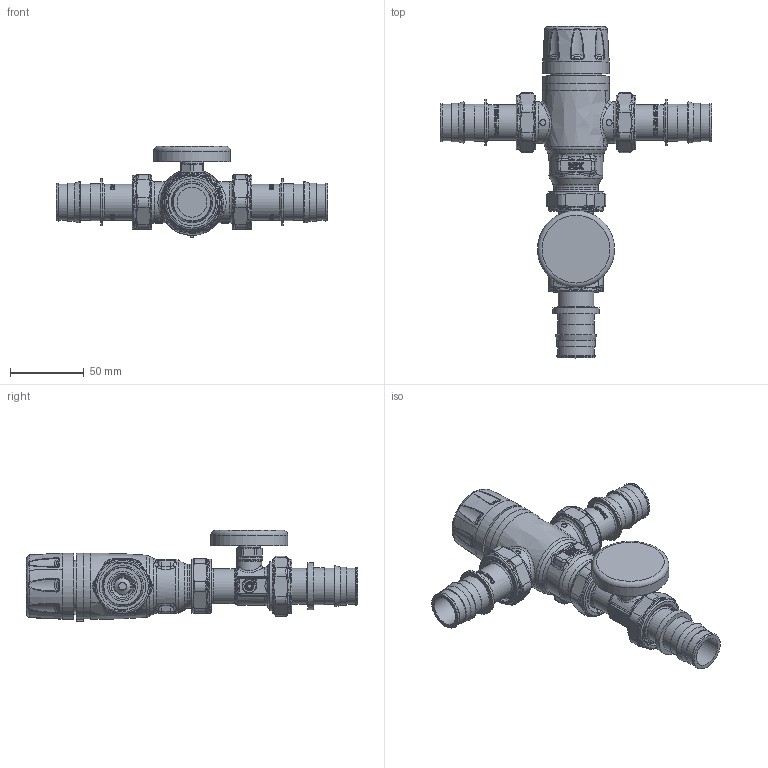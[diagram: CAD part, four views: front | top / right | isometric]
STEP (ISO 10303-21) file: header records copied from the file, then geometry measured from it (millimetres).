
FILE_DESCRIPTION(/* description */ (''),/* implementation_level */ '2;1');
FILE_NAME(/* name */ '521618AC_Simplify_1.stp',/* time_stamp */ '2025-07-31T13:45:36-05:00',/* author */ ('ischreiner'),/* organization */ (''),/* preprocessor_version */ 'ST-DEVELOPER v20',/* originating_system */ 'Autodesk Inventor 2025',/* authorisation */ '');
FILE_SCHEMA (('AUTOMOTIVE_DESIGN { 1 0 10303 214 3 1 1 }'));
Products named in the file (1): 521618AC_Simplify_1
Bounding box: 184.04 x 225.35 x 61.9 mm (x, y, z)
Volume: 301517.8 mm3; surface area: 84864.5 mm2
Topology: 10 solids, 10 shells, 3545 faces, 8880 edges, 5326 vertices
Faces by surface type: bspline 1285, plane 1053, cylinder 731, torus 183, cone 175, sphere 118
Full cylindrical faces by diameter (mm): 2 x1, 4 x2, 5.24 x2, 8 x1, 9 x1, 12.6 x2, 15.24 x1, 15.748 x2, 15.875 x1, 16.55 x2, 17 x1, 18 x1, 19.55 x2, 19.6 x4, 20.091 x4, 20.32 x3, 20.6 x2, 20.701 x2, 22 x2, 23.5 x1, 24 x1, 24.384 x3, 24.765 x6, 25.095 x3, 26.111 x3, 27.686 x3, 28 x2, 29.515 x3, 29.6 x1, 30 x1
Entity records: 176462 total; most frequent: CARTESIAN_POINT 95615, ORIENTED_EDGE 17366, DIRECTION 14033, EDGE_CURVE 8683, AXIS2_PLACEMENT_3D 5381, VERTEX_POINT 5326, EDGE_LOOP 3745, STYLED_ITEM 3555
